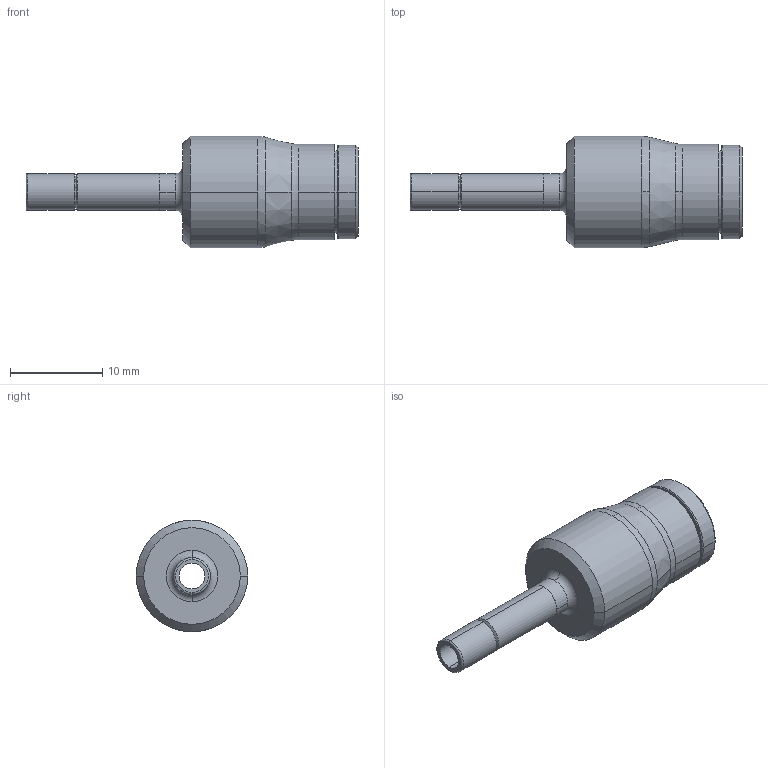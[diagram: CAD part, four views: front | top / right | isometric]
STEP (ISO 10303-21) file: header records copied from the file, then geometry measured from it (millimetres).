
FILE_DESCRIPTION(('STEP AP214'),'1');
FILE_NAME('3668_06_04.stp','2016-07-07T14:31:35',('TraceParts'),('TraceParts S.A.'),'Spatial InterOp 3D',' ',' ');
FILE_SCHEMA(('automotive_design'));
Length unit declared in the file: millimetre
Products named in the file (1): 1
Bounding box: 36 x 12.1 x 12.1 mm (x, y, z)
Volume: 1481.8 mm3; surface area: 1590.7 mm2
Topology: 1 solids, 1 shells, 50 faces, 121 edges, 79 vertices
Faces by surface type: cylinder 20, cone 12, torus 10, plane 8
Entity records: 1533 total; most frequent: DIRECTION 312, CARTESIAN_POINT 251, ORIENTED_EDGE 242, AXIS2_PLACEMENT_3D 140, EDGE_CURVE 121, CIRCLE 89, VERTEX_POINT 79, EDGE_LOOP 58
